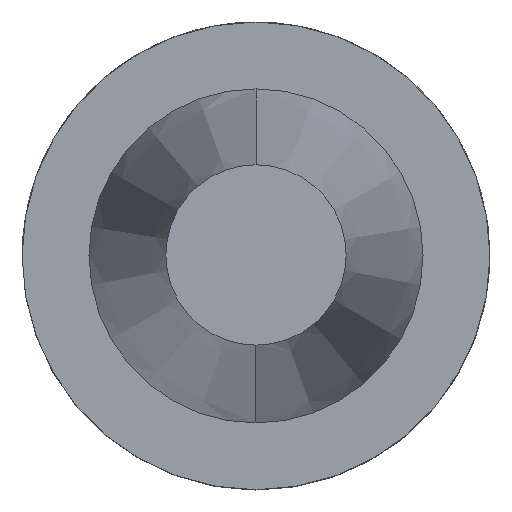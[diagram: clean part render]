
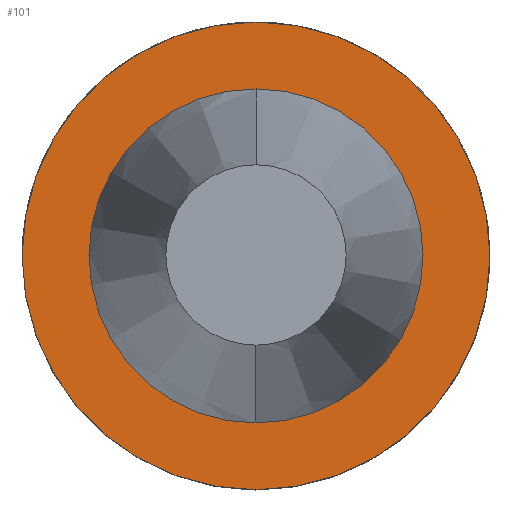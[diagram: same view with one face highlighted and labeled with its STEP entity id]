
A CAD part, top view. The second image highlights one B-rep face of the part: STEP entity #101.
In plain terms, the highlighted planar face has unit normal (0, 0, 1).
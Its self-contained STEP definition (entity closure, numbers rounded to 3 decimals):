
#74=FACE_BOUND('',#145,.T.);
#75=FACE_BOUND('',#146,.T.);
#101=ADVANCED_FACE('',(#74,#75),#126,.F.);
#126=PLANE('',#380);
#145=EDGE_LOOP('',(#184));
#146=EDGE_LOOP('',(#185,#186));
#184=ORIENTED_EDGE('',*,*,#285,.T.);
#185=ORIENTED_EDGE('',*,*,#286,.T.);
#186=ORIENTED_EDGE('',*,*,#287,.T.);
#258=VERTEX_POINT('',#562);
#259=VERTEX_POINT('',#564);
#260=VERTEX_POINT('',#565);
#285=EDGE_CURVE('',#258,#258,#322,.T.);
#286=EDGE_CURVE('',#259,#260,#323,.T.);
#287=EDGE_CURVE('',#260,#259,#324,.T.);
#322=CIRCLE('',#377,31.775);
#323=CIRCLE('',#378,22.692);
#324=CIRCLE('',#379,22.692);
#377=AXIS2_PLACEMENT_3D('',#561,#442,#443);
#378=AXIS2_PLACEMENT_3D('',#563,#444,#445);
#379=AXIS2_PLACEMENT_3D('',#566,#446,#447);
#380=AXIS2_PLACEMENT_3D('',#567,#448,#449);
#442=DIRECTION('',(0.,0.,1.));
#443=DIRECTION('',(-1.,0.,0.));
#444=DIRECTION('',(0.,0.,-1.));
#445=DIRECTION('',(-1.,0.,0.));
#446=DIRECTION('',(0.,0.,-1.));
#447=DIRECTION('',(-1.,0.,0.));
#448=DIRECTION('',(0.,0.,-1.));
#449=DIRECTION('',(0.,-1.,0.));
#561=CARTESIAN_POINT('',(0.,0.,-3.2));
#562=CARTESIAN_POINT('',(-31.775,0.,-3.2));
#563=CARTESIAN_POINT('',(0.,0.,-3.2));
#564=CARTESIAN_POINT('',(0.,-22.692,-3.2));
#565=CARTESIAN_POINT('',(0.,22.692,-3.2));
#566=CARTESIAN_POINT('',(0.,0.,-3.2));
#567=CARTESIAN_POINT('',(0.,0.,-3.2));
